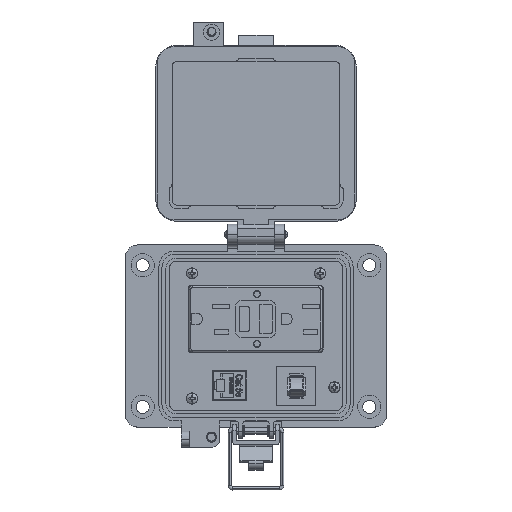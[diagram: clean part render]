
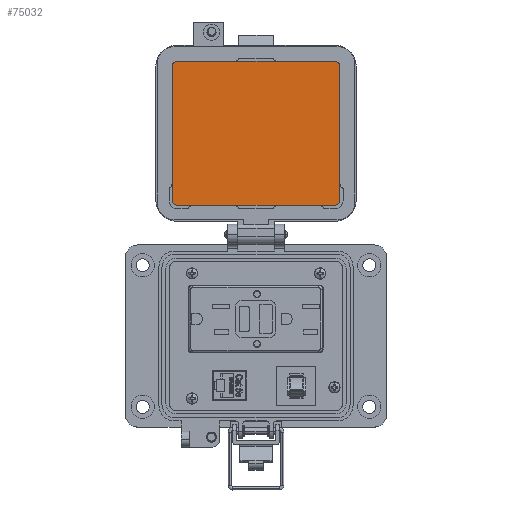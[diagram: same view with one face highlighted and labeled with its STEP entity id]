
A CAD part, top view. The second image highlights one B-rep face of the part: STEP entity #75032.
In plain terms, the highlighted planar face has unit normal (0, 0, 1).
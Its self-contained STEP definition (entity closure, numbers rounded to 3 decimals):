
#3232 = VECTOR ( 'NONE', #186840, 1000. ) ;
#5480 = CARTESIAN_POINT ( 'NONE',  ( 35.912, 126.389, 19.202 ) ) ;
#8016 = CARTESIAN_POINT ( 'NONE',  ( 38.212, 60.004, 19.202 ) ) ;
#9258 = CARTESIAN_POINT ( 'NONE',  ( 35.912, 57.705, 19.202 ) ) ;
#11782 = VERTEX_POINT ( 'NONE', #113180 ) ;
#13099 = EDGE_CURVE ( 'NONE', #36278, #11782, #145364, .T. ) ;
#21273 = VERTEX_POINT ( 'NONE', #8016 ) ;
#25101 = EDGE_CURVE ( 'NONE', #118415, #117841, #204780, .T. ) ;
#26703 = DIRECTION ( 'NONE',  ( 0., 1., 0. ) ) ;
#29793 = LINE ( 'NONE', #214540, #129783 ) ;
#35112 = CARTESIAN_POINT ( 'NONE',  ( -3.279, 128.688, 19.202 ) ) ;
#36278 = VERTEX_POINT ( 'NONE', #50164 ) ;
#39092 = EDGE_CURVE ( 'NONE', #94319, #116424, #119725, .T. ) ;
#39142 = ORIENTED_EDGE ( 'NONE', *, *, #39092, .F. ) ;
#41939 = CIRCLE ( 'NONE', #150657, 2.299 ) ;
#44972 = ORIENTED_EDGE ( 'NONE', *, *, #25101, .F. ) ;
#50164 = CARTESIAN_POINT ( 'NONE',  ( -44.769, 60.004, 19.202 ) ) ;
#53858 = DIRECTION ( 'NONE',  ( 1., 0., 0. ) ) ;
#54933 = DIRECTION ( 'NONE',  ( 0., 0., -1. ) ) ;
#55587 = CIRCLE ( 'NONE', #115351, 2.299 ) ;
#58048 = EDGE_CURVE ( 'NONE', #117841, #36278, #73273, .T. ) ;
#61079 = CARTESIAN_POINT ( 'NONE',  ( -42.469, 60.004, 19.202 ) ) ;
#67874 = CARTESIAN_POINT ( 'NONE',  ( 35.912, 60.004, 19.202 ) ) ;
#69971 = ORIENTED_EDGE ( 'NONE', *, *, #58048, .F. ) ;
#73273 = CIRCLE ( 'NONE', #161078, 2.299 ) ;
#73980 = CARTESIAN_POINT ( 'NONE',  ( 38.212, 126.389, 19.202 ) ) ;
#75032 = ADVANCED_FACE ( 'NONE', ( #206726 ), #137415, .T. ) ;
#76459 = CARTESIAN_POINT ( 'NONE',  ( 35.912, 128.688, 19.202 ) ) ;
#84907 = ORIENTED_EDGE ( 'NONE', *, *, #172427, .F. ) ;
#85891 = ORIENTED_EDGE ( 'NONE', *, *, #130468, .F. ) ;
#89467 = EDGE_CURVE ( 'NONE', #11782, #94319, #137073, .T. ) ;
#94319 = VERTEX_POINT ( 'NONE', #170490 ) ;
#104106 = DIRECTION ( 'NONE',  ( 0., 0., -1. ) ) ;
#106736 = VECTOR ( 'NONE', #26703, 1000. ) ;
#107252 = DIRECTION ( 'NONE',  ( 1., 0., 0. ) ) ;
#113180 = CARTESIAN_POINT ( 'NONE',  ( -44.769, 126.389, 19.202 ) ) ;
#114679 = CARTESIAN_POINT ( 'NONE',  ( -42.469, 126.389, 19.202 ) ) ;
#115351 = AXIS2_PLACEMENT_3D ( 'NONE', #67874, #104106, #116276 ) ;
#116276 = DIRECTION ( 'NONE',  ( 0., -1., 0. ) ) ;
#116424 = VERTEX_POINT ( 'NONE', #76459 ) ;
#117841 = VERTEX_POINT ( 'NONE', #203903 ) ;
#118415 = VERTEX_POINT ( 'NONE', #9258 ) ;
#119725 = LINE ( 'NONE', #35112, #3232 ) ;
#125367 = EDGE_CURVE ( 'NONE', #21273, #118415, #55587, .T. ) ;
#126599 = AXIS2_PLACEMENT_3D ( 'NONE', #114679, #183960, #201557 ) ;
#129753 = VECTOR ( 'NONE', #194786, 1000. ) ;
#129783 = VECTOR ( 'NONE', #149522, 1000. ) ;
#130468 = EDGE_CURVE ( 'NONE', #210467, #21273, #29793, .T. ) ;
#136951 = ORIENTED_EDGE ( 'NONE', *, *, #13099, .F. ) ;
#137073 = CIRCLE ( 'NONE', #126599, 2.299 ) ;
#137415 = PLANE ( 'NONE',  #159031 ) ;
#138497 = DIRECTION ( 'NONE',  ( -1., 0., 0. ) ) ;
#141331 = DIRECTION ( 'NONE',  ( 0., 0., -1. ) ) ;
#145364 = LINE ( 'NONE', #177322, #106736 ) ;
#149522 = DIRECTION ( 'NONE',  ( 0., -1., 0. ) ) ;
#150657 = AXIS2_PLACEMENT_3D ( 'NONE', #5480, #54933, #53858 ) ;
#151762 = DIRECTION ( 'NONE',  ( 0., 0., 1. ) ) ;
#155017 = CARTESIAN_POINT ( 'NONE',  ( 39.871, 130.108, 19.202 ) ) ;
#159031 = AXIS2_PLACEMENT_3D ( 'NONE', #155017, #151762, #138497 ) ;
#161078 = AXIS2_PLACEMENT_3D ( 'NONE', #61079, #141331, #107252 ) ;
#163269 = EDGE_LOOP ( 'NONE', ( #178252, #85891, #84907, #39142, #175406, #136951, #69971, #44972 ) ) ;
#170490 = CARTESIAN_POINT ( 'NONE',  ( -42.469, 128.688, 19.202 ) ) ;
#172427 = EDGE_CURVE ( 'NONE', #116424, #210467, #41939, .T. ) ;
#175406 = ORIENTED_EDGE ( 'NONE', *, *, #89467, .F. ) ;
#177322 = CARTESIAN_POINT ( 'NONE',  ( -44.769, 93.196, 19.202 ) ) ;
#178252 = ORIENTED_EDGE ( 'NONE', *, *, #125367, .F. ) ;
#183960 = DIRECTION ( 'NONE',  ( 0., 0., -1. ) ) ;
#186840 = DIRECTION ( 'NONE',  ( 1., 0., 0. ) ) ;
#194786 = DIRECTION ( 'NONE',  ( -1., 0., 0. ) ) ;
#196945 = CARTESIAN_POINT ( 'NONE',  ( -3.279, 57.705, 19.202 ) ) ;
#201557 = DIRECTION ( 'NONE',  ( 0., -1., 0. ) ) ;
#203903 = CARTESIAN_POINT ( 'NONE',  ( -42.469, 57.705, 19.202 ) ) ;
#204780 = LINE ( 'NONE', #196945, #129753 ) ;
#206726 = FACE_OUTER_BOUND ( 'NONE', #163269, .T. ) ;
#210467 = VERTEX_POINT ( 'NONE', #73980 ) ;
#214540 = CARTESIAN_POINT ( 'NONE',  ( 38.212, 93.196, 19.202 ) ) ;
